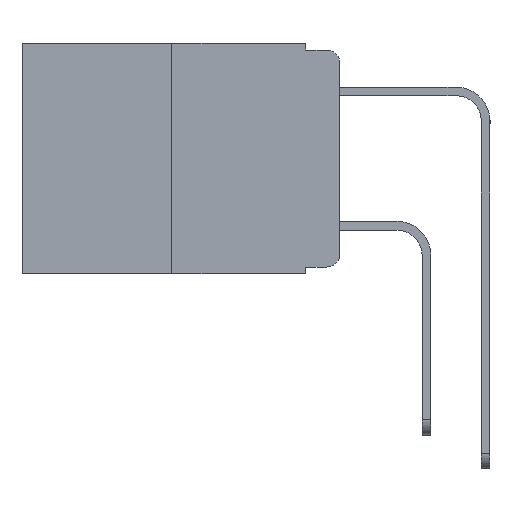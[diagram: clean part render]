
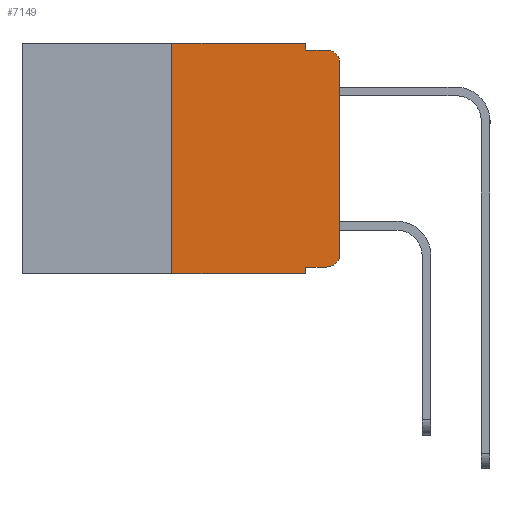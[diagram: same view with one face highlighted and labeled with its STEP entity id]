
A CAD part, left-side view. The second image highlights one B-rep face of the part: STEP entity #7149.
In plain terms, the highlighted planar face has unit normal (-1, 0, 0).
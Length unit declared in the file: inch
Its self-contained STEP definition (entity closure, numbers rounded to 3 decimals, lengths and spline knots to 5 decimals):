
#143 = DIRECTION ( 'NONE',  ( 0., 0., -1. ) ) ;
#541 = ORIENTED_EDGE ( 'NONE', *, *, #5021, .T. ) ;
#590 = VERTEX_POINT ( 'NONE', #10558 ) ;
#1001 = DIRECTION ( 'NONE',  ( 0., 0., 1. ) ) ;
#1029 = CARTESIAN_POINT ( 'NONE',  ( 0., 0.25, 0. ) ) ;
#1036 = DIRECTION ( 'NONE',  ( 0., -1., 0. ) ) ;
#1039 = AXIS2_PLACEMENT_3D ( 'NONE', #8747, #18035, #10166 ) ;
#1272 = CIRCLE ( 'NONE', #1039, 0.02 ) ;
#1300 = VERTEX_POINT ( 'NONE', #7394 ) ;
#2067 = VERTEX_POINT ( 'NONE', #8454 ) ;
#2595 = CARTESIAN_POINT ( 'NONE',  ( 0., 0.051, -0.333 ) ) ;
#3035 = FACE_OUTER_BOUND ( 'NONE', #7476, .T. ) ;
#3184 = PLANE ( 'NONE',  #17510 ) ;
#3227 = EDGE_CURVE ( 'NONE', #4195, #5536, #13274, .T. ) ;
#4182 = DIRECTION ( 'NONE',  ( 0., 0., -1. ) ) ;
#4195 = VERTEX_POINT ( 'NONE', #6317 ) ;
#4344 = CARTESIAN_POINT ( 'NONE',  ( 0., 0.051, -0.333 ) ) ;
#4531 = ORIENTED_EDGE ( 'NONE', *, *, #8896, .F. ) ;
#4834 = CARTESIAN_POINT ( 'NONE',  ( 0., 0., 0. ) ) ;
#5021 = EDGE_CURVE ( 'NONE', #1300, #590, #16494, .T. ) ;
#5223 = VERTEX_POINT ( 'NONE', #1029 ) ;
#5467 = ORIENTED_EDGE ( 'NONE', *, *, #6980, .T. ) ;
#5536 = VERTEX_POINT ( 'NONE', #16216 ) ;
#5799 = DIRECTION ( 'NONE',  ( 0., -1., 0. ) ) ;
#6175 = ORIENTED_EDGE ( 'NONE', *, *, #10744, .F. ) ;
#6317 = CARTESIAN_POINT ( 'NONE',  ( 0., 0.25, -0.343 ) ) ;
#6788 = LINE ( 'NONE', #2595, #13635 ) ;
#6966 = LINE ( 'NONE', #11488, #14236 ) ;
#6980 = EDGE_CURVE ( 'NONE', #12450, #1300, #6788, .T. ) ;
#7009 = CARTESIAN_POINT ( 'NONE',  ( 0., 0.473, -0.343 ) ) ;
#7149 = ADVANCED_FACE ( 'NONE', ( #3035 ), #3184, .F. ) ;
#7394 = CARTESIAN_POINT ( 'NONE',  ( 0., 0.02, -0.333 ) ) ;
#7476 = EDGE_LOOP ( 'NONE', ( #12233, #13065, #6175, #17360, #11641, #4531, #12031, #15951, #5467, #541 ) ) ;
#7680 = DIRECTION ( 'NONE',  ( 1., 0., 0. ) ) ;
#7949 = EDGE_CURVE ( 'NONE', #12450, #5536, #14433, .T. ) ;
#8346 = VECTOR ( 'NONE', #16037, 39.37008 ) ;
#8433 = EDGE_CURVE ( 'NONE', #5223, #18017, #15450, .T. ) ;
#8454 = CARTESIAN_POINT ( 'NONE',  ( 0., 0., -0.03 ) ) ;
#8713 = VECTOR ( 'NONE', #5799, 39.37008 ) ;
#8747 = CARTESIAN_POINT ( 'NONE',  ( 0., 0.02, -0.03 ) ) ;
#8803 = CARTESIAN_POINT ( 'NONE',  ( 0., 0.02, -0.01 ) ) ;
#8840 = VECTOR ( 'NONE', #11168, 39.37008 ) ;
#8896 = EDGE_CURVE ( 'NONE', #4195, #5223, #17646, .T. ) ;
#9097 = DIRECTION ( 'NONE',  ( -1., 0., 0. ) ) ;
#9108 = AXIS2_PLACEMENT_3D ( 'NONE', #17078, #9097, #143 ) ;
#9816 = EDGE_CURVE ( 'NONE', #18017, #17508, #15519, .T. ) ;
#10030 = CARTESIAN_POINT ( 'NONE',  ( 0., 0.473, 0. ) ) ;
#10166 = DIRECTION ( 'NONE',  ( 0., 0., -1. ) ) ;
#10316 = CARTESIAN_POINT ( 'NONE',  ( 0., 0.051, -0.01 ) ) ;
#10558 = CARTESIAN_POINT ( 'NONE',  ( 0., 0., -0.313 ) ) ;
#10744 = EDGE_CURVE ( 'NONE', #17508, #14903, #6966, .T. ) ;
#11168 = DIRECTION ( 'NONE',  ( 0., -1., 0. ) ) ;
#11238 = CARTESIAN_POINT ( 'NONE',  ( 0., 0.25, 0. ) ) ;
#11488 = CARTESIAN_POINT ( 'NONE',  ( 0., 0.051, -0.01 ) ) ;
#11641 = ORIENTED_EDGE ( 'NONE', *, *, #8433, .F. ) ;
#11664 = EDGE_CURVE ( 'NONE', #2067, #14903, #1272, .T. ) ;
#12031 = ORIENTED_EDGE ( 'NONE', *, *, #3227, .T. ) ;
#12159 = VECTOR ( 'NONE', #4182, 39.37008 ) ;
#12233 = ORIENTED_EDGE ( 'NONE', *, *, #14304, .T. ) ;
#12450 = VERTEX_POINT ( 'NONE', #4344 ) ;
#12612 = VECTOR ( 'NONE', #15845, 39.37008 ) ;
#12634 = CARTESIAN_POINT ( 'NONE',  ( 0., 0.051, 0. ) ) ;
#12818 = DIRECTION ( 'NONE',  ( 0., -1., 0. ) ) ;
#13065 = ORIENTED_EDGE ( 'NONE', *, *, #11664, .T. ) ;
#13274 = LINE ( 'NONE', #7009, #8840 ) ;
#13384 = CARTESIAN_POINT ( 'NONE',  ( 0., 0.051, 0. ) ) ;
#13635 = VECTOR ( 'NONE', #1036, 39.37008 ) ;
#14179 = VECTOR ( 'NONE', #1001, 39.37008 ) ;
#14236 = VECTOR ( 'NONE', #12818, 39.37008 ) ;
#14304 = EDGE_CURVE ( 'NONE', #590, #2067, #16102, .T. ) ;
#14433 = LINE ( 'NONE', #12634, #12159 ) ;
#14903 = VERTEX_POINT ( 'NONE', #8803 ) ;
#15133 = CARTESIAN_POINT ( 'NONE',  ( 0., 0.051, 0. ) ) ;
#15450 = LINE ( 'NONE', #10030, #8713 ) ;
#15519 = LINE ( 'NONE', #13384, #8346 ) ;
#15765 = CARTESIAN_POINT ( 'NONE',  ( 0., 0.473, 0. ) ) ;
#15845 = DIRECTION ( 'NONE',  ( 0., 0., 1. ) ) ;
#15951 = ORIENTED_EDGE ( 'NONE', *, *, #7949, .F. ) ;
#16037 = DIRECTION ( 'NONE',  ( 0., 0., -1. ) ) ;
#16102 = LINE ( 'NONE', #4834, #12612 ) ;
#16216 = CARTESIAN_POINT ( 'NONE',  ( 0., 0.051, -0.343 ) ) ;
#16494 = CIRCLE ( 'NONE', #9108, 0.02 ) ;
#17063 = DIRECTION ( 'NONE',  ( 0., 0., -1. ) ) ;
#17078 = CARTESIAN_POINT ( 'NONE',  ( 0., 0.02, -0.313 ) ) ;
#17360 = ORIENTED_EDGE ( 'NONE', *, *, #9816, .F. ) ;
#17508 = VERTEX_POINT ( 'NONE', #10316 ) ;
#17510 = AXIS2_PLACEMENT_3D ( 'NONE', #15765, #7680, #17063 ) ;
#17646 = LINE ( 'NONE', #11238, #14179 ) ;
#18017 = VERTEX_POINT ( 'NONE', #15133 ) ;
#18035 = DIRECTION ( 'NONE',  ( -1., 0., 0. ) ) ;
